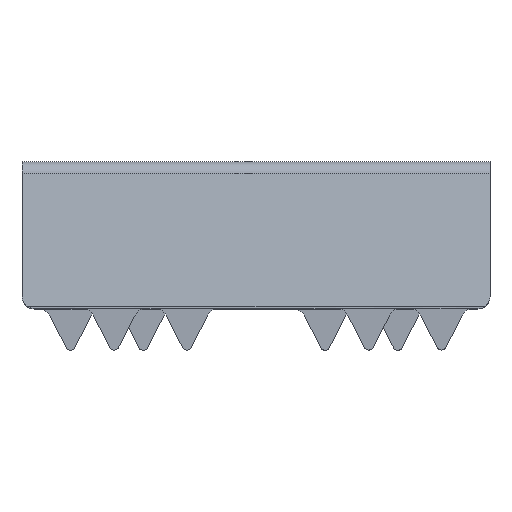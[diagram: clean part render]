
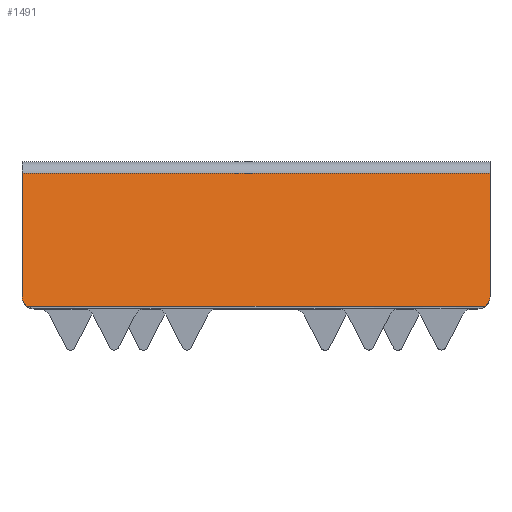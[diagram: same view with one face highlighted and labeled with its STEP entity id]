
A CAD part, top view. The second image highlights one B-rep face of the part: STEP entity #1491.
In plain terms, the highlighted planar face has unit normal (0, 0.182, 0.983).
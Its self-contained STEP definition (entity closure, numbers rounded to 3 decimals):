
#147 = VERTEX_POINT ( 'NONE', #5065 ) ;
#182 = ORIENTED_EDGE ( 'NONE', *, *, #4298, .F. ) ;
#267 = EDGE_CURVE ( 'NONE', #902, #1872, #1901, .T. ) ;
#269 = CARTESIAN_POINT ( 'NONE',  ( -9.583, -2.949, 4.122 ) ) ;
#561 = LINE ( 'NONE', #4927, #4711 ) ;
#657 = VERTEX_POINT ( 'NONE', #2474 ) ;
#691 = ORIENTED_EDGE ( 'NONE', *, *, #267, .T. ) ;
#726 = ORIENTED_EDGE ( 'NONE', *, *, #1556, .F. ) ;
#902 = VERTEX_POINT ( 'NONE', #1824 ) ;
#920 = DIRECTION ( 'NONE',  ( 0., 0.983, -0.182 ) ) ;
#1025 = CARTESIAN_POINT ( 'NONE',  ( 9.462, -3.046, 4.14 ) ) ;
#1070 =( BOUNDED_CURVE ( )  B_SPLINE_CURVE ( 3, ( #2270, #2677, #269, #3075 ),
 .UNSPECIFIED., .F., .F. ) 
 B_SPLINE_CURVE_WITH_KNOTS ( ( 4, 4 ),
 ( 4.712, 5.609 ),
 .UNSPECIFIED. ) 
 CURVE ( )  GEOMETRIC_REPRESENTATION_ITEM ( )  RATIONAL_B_SPLINE_CURVE ( ( 1., 0.934, 0.934, 1. ) ) 
 REPRESENTATION_ITEM ( '' )  );
#1109 = EDGE_CURVE ( 'NONE', #5005, #657, #4531, .T. ) ;
#1239 = PLANE ( 'NONE',  #1602 ) ;
#1358 = EDGE_CURVE ( 'NONE', #657, #902, #3018, .T. ) ;
#1391 = CARTESIAN_POINT ( 'NONE',  ( -9.65, -2.655, 4.067 ) ) ;
#1410 = DIRECTION ( 'NONE',  ( -1., 0., 0. ) ) ;
#1440 = CARTESIAN_POINT ( 'NONE',  ( 9.583, -2.949, 4.122 ) ) ;
#1491 = ADVANCED_FACE ( 'NONE', ( #3334 ), #1239, .T. ) ;
#1556 = EDGE_CURVE ( 'NONE', #2599, #1872, #561, .T. ) ;
#1574 = VECTOR ( 'NONE', #1580, 1000. ) ;
#1580 = DIRECTION ( 'NONE',  ( 0., 0.983, -0.182 ) ) ;
#1602 = AXIS2_PLACEMENT_3D ( 'NONE', #3281, #1689, #4485 ) ;
#1689 = DIRECTION ( 'NONE',  ( 0., 0.182, 0.983 ) ) ;
#1824 = CARTESIAN_POINT ( 'NONE',  ( 9.65, 2.422, 3.126 ) ) ;
#1841 = CARTESIAN_POINT ( 'NONE',  ( 9.65, -2.655, 4.067 ) ) ;
#1872 = VERTEX_POINT ( 'NONE', #4502 ) ;
#1901 = LINE ( 'NONE', #1922, #4977 ) ;
#1922 = CARTESIAN_POINT ( 'NONE',  ( 9.65, 2.422, 3.126 ) ) ;
#2156 = CARTESIAN_POINT ( 'NONE',  ( 9.462, -3.046, 4.14 ) ) ;
#2217 = CARTESIAN_POINT ( 'NONE',  ( 9.65, -3.046, 4.14 ) ) ;
#2270 = CARTESIAN_POINT ( 'NONE',  ( -9.65, -2.655, 4.067 ) ) ;
#2366 = LINE ( 'NONE', #2217, #3430 ) ;
#2474 = CARTESIAN_POINT ( 'NONE',  ( 9.65, -2.655, 4.067 ) ) ;
#2599 = VERTEX_POINT ( 'NONE', #1391 ) ;
#2677 = CARTESIAN_POINT ( 'NONE',  ( -9.65, -2.81, 4.096 ) ) ;
#2763 = ORIENTED_EDGE ( 'NONE', *, *, #1358, .T. ) ;
#3018 = LINE ( 'NONE', #3601, #1574 ) ;
#3042 = ORIENTED_EDGE ( 'NONE', *, *, #1109, .T. ) ;
#3075 = CARTESIAN_POINT ( 'NONE',  ( -9.462, -3.046, 4.14 ) ) ;
#3241 = EDGE_LOOP ( 'NONE', ( #726, #5046, #182, #3042, #2763, #691 ) ) ;
#3281 = CARTESIAN_POINT ( 'NONE',  ( 9.65, -3.1, 4.15 ) ) ;
#3334 = FACE_OUTER_BOUND ( 'NONE', #3241, .T. ) ;
#3430 = VECTOR ( 'NONE', #1410, 1000. ) ;
#3601 = CARTESIAN_POINT ( 'NONE',  ( 9.65, -3.1, 4.15 ) ) ;
#4237 = CARTESIAN_POINT ( 'NONE',  ( 9.65, -2.81, 4.096 ) ) ;
#4298 = EDGE_CURVE ( 'NONE', #5005, #147, #2366, .T. ) ;
#4318 = DIRECTION ( 'NONE',  ( -1., 0., 0. ) ) ;
#4397 = EDGE_CURVE ( 'NONE', #2599, #147, #1070, .T. ) ;
#4485 = DIRECTION ( 'NONE',  ( 0., -0.983, 0.182 ) ) ;
#4502 = CARTESIAN_POINT ( 'NONE',  ( -9.65, 2.422, 3.126 ) ) ;
#4531 =( BOUNDED_CURVE ( )  B_SPLINE_CURVE ( 3, ( #1025, #1440, #4237, #1841 ),
 .UNSPECIFIED., .F., .F. ) 
 B_SPLINE_CURVE_WITH_KNOTS ( ( 4, 4 ),
 ( 3.816, 4.712 ),
 .UNSPECIFIED. ) 
 CURVE ( )  GEOMETRIC_REPRESENTATION_ITEM ( )  RATIONAL_B_SPLINE_CURVE ( ( 1., 0.934, 0.934, 1. ) ) 
 REPRESENTATION_ITEM ( '' )  );
#4711 = VECTOR ( 'NONE', #920, 1000. ) ;
#4927 = CARTESIAN_POINT ( 'NONE',  ( -9.65, -3.1, 4.15 ) ) ;
#4977 = VECTOR ( 'NONE', #4318, 1000. ) ;
#5005 = VERTEX_POINT ( 'NONE', #2156 ) ;
#5046 = ORIENTED_EDGE ( 'NONE', *, *, #4397, .T. ) ;
#5065 = CARTESIAN_POINT ( 'NONE',  ( -9.462, -3.046, 4.14 ) ) ;
